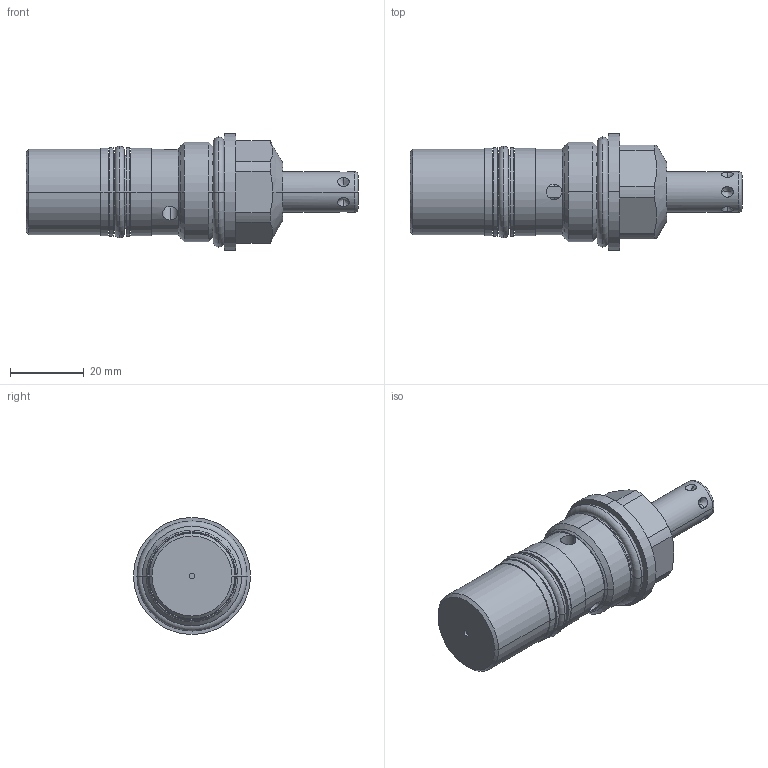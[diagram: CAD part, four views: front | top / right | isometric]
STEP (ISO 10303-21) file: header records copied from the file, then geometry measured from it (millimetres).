
FILE_DESCRIPTION((''),'2;1');
FILE_NAME('ILC14110501R','2013-04-08T',('jdw'),(''),'PRO/ENGINEER BY PARAMETRIC TECHNOLOGY CORPORATION, 2007460','PRO/ENGINEER BY PARAMETRIC TECHNOLOGY CORPORATION, 2007460','');
FILE_SCHEMA(('AUTOMOTIVE_DESIGN_CC2 { 1 2 10303 214 -1 1 5 2 }'));
Length unit declared in the file: inch
Products named in the file (1): ILC14110501R
Bounding box: 90.12 x 31.75 x 31.75 mm (x, y, z)
Volume: 34959 mm3; surface area: 11269 mm2
Topology: 3 solids, 5 shells, 103 faces, 249 edges, 152 vertices
Faces by surface type: cylinder 46, plane 25, cone 22, torus 10
Entity records: 4514 total; most frequent: CARTESIAN_POINT 928, DIRECTION 531, ORIENTED_EDGE 462, PRESENTATION_STYLE_ASSIGNMENT 270, STYLED_ITEM 240, CURVE_STYLE 235, EDGE_CURVE 235, AXIS2_PLACEMENT_3D 224
